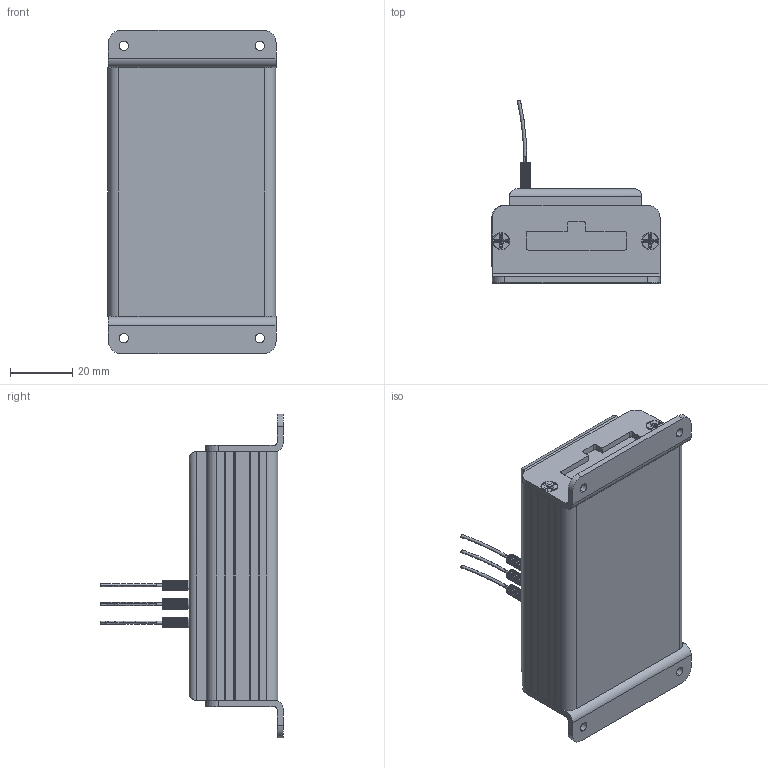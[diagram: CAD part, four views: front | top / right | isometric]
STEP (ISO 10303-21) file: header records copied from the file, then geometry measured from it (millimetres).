
FILE_DESCRIPTION (( 'STEP AP214' ), '1' );
FILE_NAME ('38918~0.STEP', '2020-04-06T07:05:53', ( '' ), ( '' ), 'SwSTEP 2.0', 'SolidWorks 2018', '' );
FILE_SCHEMA (( 'AUTOMOTIVE_DESIGN' ));
Length unit declared in the file: millimetre
Products named in the file (1): 38918~0
Bounding box: 54.02 x 58.77 x 104 mm (x, y, z)
Volume: 95432.6 mm3; surface area: 42974.1 mm2
Topology: 14 solids, 14 shells, 586 faces, 1576 edges, 1028 vertices
Faces by surface type: cylinder 378, plane 140, cone 42, bspline 26
Entity records: 26200 total; most frequent: CARTESIAN_POINT 4599, DIRECTION 3276, ORIENTED_EDGE 3144, EDGE_CURVE 1572, AXIS2_PLACEMENT_3D 1301, VERTEX_POINT 1028, CIRCLE 740, LINE 674
